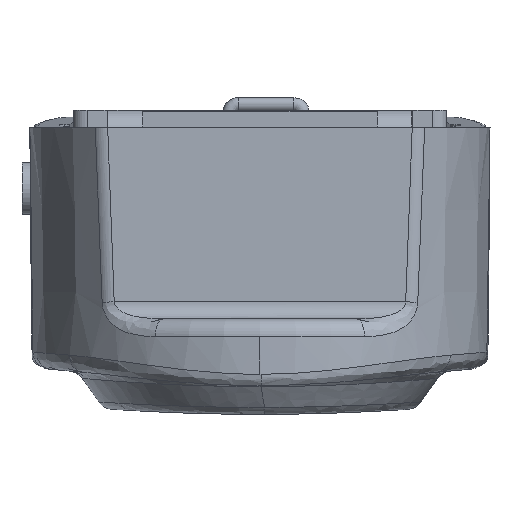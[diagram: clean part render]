
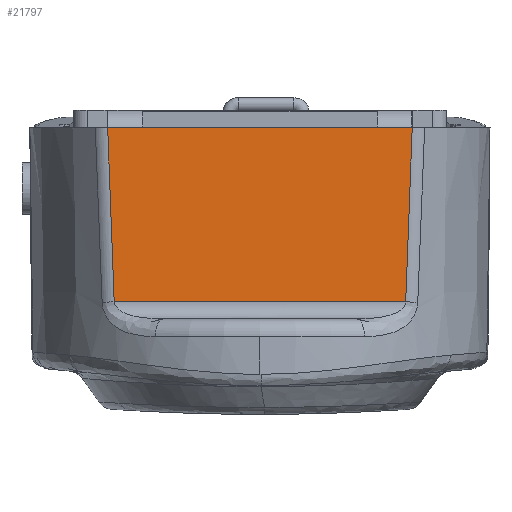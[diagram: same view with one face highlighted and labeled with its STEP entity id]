
A CAD part, left-side view. The second image highlights one B-rep face of the part: STEP entity #21797.
In plain terms, the highlighted planar face has unit normal (-1, 0, 0.018).
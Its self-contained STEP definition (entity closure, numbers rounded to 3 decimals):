
#811 = CARTESIAN_POINT ( 'NONE',  ( -30.7, 8.767, 5. ) ) ;
#3520 = DIRECTION ( 'NONE',  ( -0.017, 0.037, -0.999 ) ) ;
#4382 = EDGE_CURVE ( 'NONE', #13533, #14948, #9476, .T. ) ;
#5397 = CARTESIAN_POINT ( 'NONE',  ( -30.7, -8.767, 5. ) ) ;
#7747 = EDGE_CURVE ( 'NONE', #34794, #14948, #36365, .T. ) ;
#8188 = DIRECTION ( 'NONE',  ( 0., -1., 0. ) ) ;
#8428 = EDGE_LOOP ( 'NONE', ( #17030, #27160, #21764, #34059 ) ) ;
#9476 = LINE ( 'NONE', #18726, #37827 ) ;
#10674 = DIRECTION ( 'NONE',  ( 1., 0., -0.017 ) ) ;
#12352 = CARTESIAN_POINT ( 'NONE',  ( -30.875, 8.392, -5.017 ) ) ;
#13533 = VERTEX_POINT ( 'NONE', #5397 ) ;
#13956 = DIRECTION ( 'NONE',  ( 0., -1., 0. ) ) ;
#14948 = VERTEX_POINT ( 'NONE', #23471 ) ;
#16181 = VECTOR ( 'NONE', #29011, 1000. ) ;
#16476 = CARTESIAN_POINT ( 'NONE',  ( -30.7, -8.767, 5. ) ) ;
#17030 = ORIENTED_EDGE ( 'NONE', *, *, #7747, .T. ) ;
#17099 = CARTESIAN_POINT ( 'NONE',  ( -30.875, 8.392, -5.017 ) ) ;
#18726 = CARTESIAN_POINT ( 'NONE',  ( -30.7, -8.767, 5. ) ) ;
#19917 = FACE_OUTER_BOUND ( 'NONE', #8428, .T. ) ;
#21639 = EDGE_CURVE ( 'NONE', #34794, #21836, #27967, .T. ) ;
#21764 = ORIENTED_EDGE ( 'NONE', *, *, #35300, .T. ) ;
#21797 = ADVANCED_FACE ( 'NONE', ( #19917 ), #38843, .F. ) ;
#21836 = VERTEX_POINT ( 'NONE', #811 ) ;
#21916 = AXIS2_PLACEMENT_3D ( 'NONE', #29168, #10674, #13956 ) ;
#23471 = CARTESIAN_POINT ( 'NONE',  ( -30.875, -8.392, -5.017 ) ) ;
#24881 = DIRECTION ( 'NONE',  ( 0.017, 0.037, 0.999 ) ) ;
#25857 = VECTOR ( 'NONE', #24881, 1000. ) ;
#27106 = CARTESIAN_POINT ( 'NONE',  ( -30.875, 8.392, -5.017 ) ) ;
#27160 = ORIENTED_EDGE ( 'NONE', *, *, #4382, .F. ) ;
#27967 = LINE ( 'NONE', #12352, #25857 ) ;
#29011 = DIRECTION ( 'NONE',  ( 0., 1., 0. ) ) ;
#29168 = CARTESIAN_POINT ( 'NONE',  ( -30.787, 0., -0.009 ) ) ;
#34059 = ORIENTED_EDGE ( 'NONE', *, *, #21639, .F. ) ;
#34794 = VERTEX_POINT ( 'NONE', #17099 ) ;
#35211 = LINE ( 'NONE', #16476, #16181 ) ;
#35300 = EDGE_CURVE ( 'NONE', #13533, #21836, #35211, .T. ) ;
#36365 = LINE ( 'NONE', #27106, #37726 ) ;
#37726 = VECTOR ( 'NONE', #8188, 1000. ) ;
#37827 = VECTOR ( 'NONE', #3520, 1000. ) ;
#38843 = PLANE ( 'NONE',  #21916 ) ;
